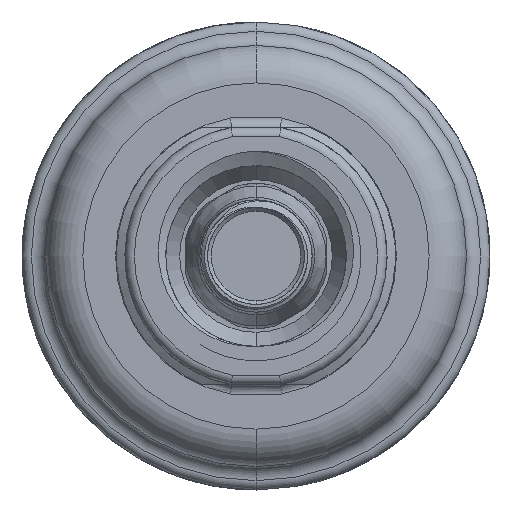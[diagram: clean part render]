
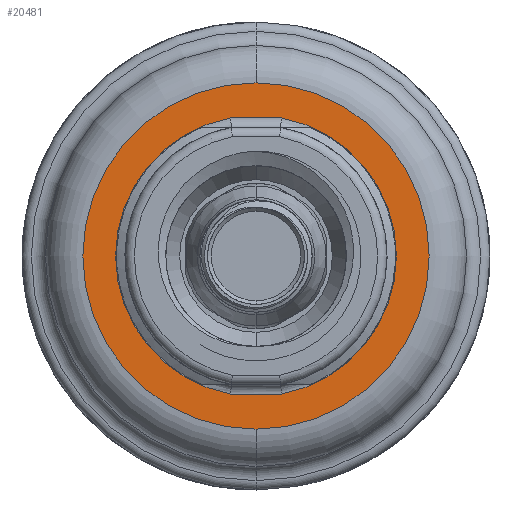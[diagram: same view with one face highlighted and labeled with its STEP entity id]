
A CAD part, front view. The second image highlights one B-rep face of the part: STEP entity #20481.
In plain terms, the highlighted planar face has unit normal (0, -1, 0).
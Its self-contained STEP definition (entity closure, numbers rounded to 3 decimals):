
#6106=CARTESIAN_POINT('',(0.,-180.2,0.));
#6107=DIRECTION('',(0.,-1.,0.));
#6108=DIRECTION('',(0.,0.,-1.));
#6109=AXIS2_PLACEMENT_3D('',#6106,#6107,#6108);
#6111=CARTESIAN_POINT('',(0.,-180.2,0.));
#6112=DIRECTION('',(0.,-1.,0.));
#6113=DIRECTION('',(0.,0.,1.));
#6114=AXIS2_PLACEMENT_3D('',#6111,#6112,#6113);
#6116=CARTESIAN_POINT('',(0.,-180.2,0.));
#6117=DIRECTION('',(0.,-1.,0.));
#6118=DIRECTION('',(-0.182,0.,0.983));
#6119=AXIS2_PLACEMENT_3D('',#6116,#6117,#6118);
#6121=DIRECTION('',(1.,0.,0.));
#6122=VECTOR('',#6121,5.454);
#6123=CARTESIAN_POINT('',(-2.727,-180.2,-14.75));
#6124=LINE('',#6123,#6122);
#6125=CARTESIAN_POINT('',(0.,-180.2,0.));
#6126=DIRECTION('',(0.,-1.,0.));
#6127=DIRECTION('',(0.182,0.,-0.983));
#6128=AXIS2_PLACEMENT_3D('',#6125,#6126,#6127);
#6130=DIRECTION('',(-1.,0.,0.));
#6131=VECTOR('',#6130,5.454);
#6132=CARTESIAN_POINT('',(2.727,-180.2,14.75));
#6133=LINE('',#6132,#6131);
#12588=CARTESIAN_POINT('',(-2.727,-180.2,14.75));
#12589=CARTESIAN_POINT('',(-2.727,-180.2,-14.75));
#12590=VERTEX_POINT('',#12588);
#12591=VERTEX_POINT('',#12589);
#12596=CARTESIAN_POINT('',(2.727,-180.2,-14.75));
#12597=CARTESIAN_POINT('',(2.727,-180.2,14.75));
#12598=VERTEX_POINT('',#12596);
#12599=VERTEX_POINT('',#12597);
#12848=CARTESIAN_POINT('',(0.,-180.2,-18.5));
#12849=CARTESIAN_POINT('',(0.,-180.2,18.5));
#12850=VERTEX_POINT('',#12848);
#12851=VERTEX_POINT('',#12849);
#20461=CARTESIAN_POINT('',(0.,-180.2,0.));
#20462=DIRECTION('',(0.,-1.,0.));
#20463=DIRECTION('',(0.,0.,1.));
#20464=AXIS2_PLACEMENT_3D('',#20461,#20462,#20463);
#20465=PLANE('',#20464);
#20466=ORIENTED_EDGE('',*,*,#20451,.F.);
#20468=ORIENTED_EDGE('',*,*,#20467,.F.);
#20469=EDGE_LOOP('',(#20466,#20468));
#20470=FACE_OUTER_BOUND('',#20469,.F.);
#20472=ORIENTED_EDGE('',*,*,#20471,.T.);
#20474=ORIENTED_EDGE('',*,*,#20473,.T.);
#20476=ORIENTED_EDGE('',*,*,#20475,.T.);
#20478=ORIENTED_EDGE('',*,*,#20477,.T.);
#20479=EDGE_LOOP('',(#20472,#20474,#20476,#20478));
#20480=FACE_BOUND('',#20479,.F.);
#20481=ADVANCED_FACE('',(#20470,#20480),#20465,.T.);
#6110=CIRCLE('',#6109,18.5);
#6115=CIRCLE('',#6114,18.5);
#6120=CIRCLE('',#6119,15.);
#6129=CIRCLE('',#6128,15.);
#20451=EDGE_CURVE('',#12850,#12851,#6110,.T.);
#20467=EDGE_CURVE('',#12851,#12850,#6115,.T.);
#20471=EDGE_CURVE('',#12590,#12591,#6120,.T.);
#20473=EDGE_CURVE('',#12591,#12598,#6124,.T.);
#20475=EDGE_CURVE('',#12598,#12599,#6129,.T.);
#20477=EDGE_CURVE('',#12599,#12590,#6133,.T.);
